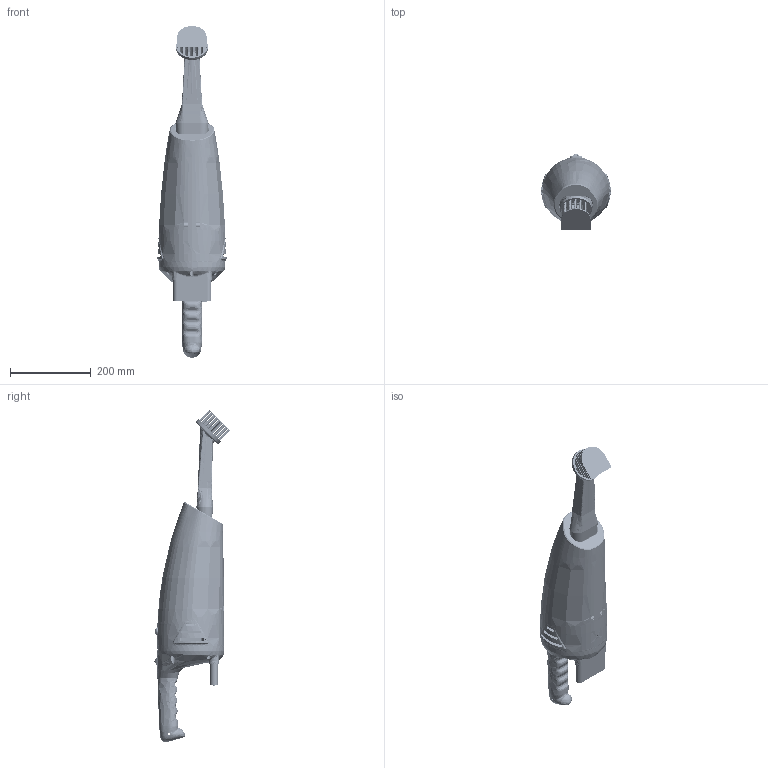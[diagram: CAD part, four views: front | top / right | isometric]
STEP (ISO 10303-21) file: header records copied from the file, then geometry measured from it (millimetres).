
FILE_DESCRIPTION(('FreeCAD Model'),'2;1');
FILE_NAME('Open CASCADE Shape Model','2025-04-29T17:09:31',('FreeCAD'),( 'FreeCAD'),'Open CASCADE STEP processor 7.6','FreeCAD','Unknown');
FILE_SCHEMA(('AUTOMOTIVE_DESIGN { 1 0 10303 214 1 1 1 1 }'));
Products named in the file (1): Open CASCADE STEP translator 7.6 1
Bounding box: 173.03 x 188.74 x 824.26 mm (x, y, z)
Volume: 3928066.4 mm3; surface area: 1035244.4 mm2
Topology: 29 solids, 29 shells, 6366 faces, 18250 edges, 11976 vertices
Faces by surface type: bspline 6366
Entity records: 393140 total; most frequent: CARTESIAN_POINT 290180, ORIENTED_EDGE 36438, EDGE_CURVE 18219, VERTEX_POINT 11976, B_SPLINE_CURVE_WITH_KNOTS 10381, FACE_BOUND 9286, EDGE_LOOP 9286, ADVANCED_FACE 6366
